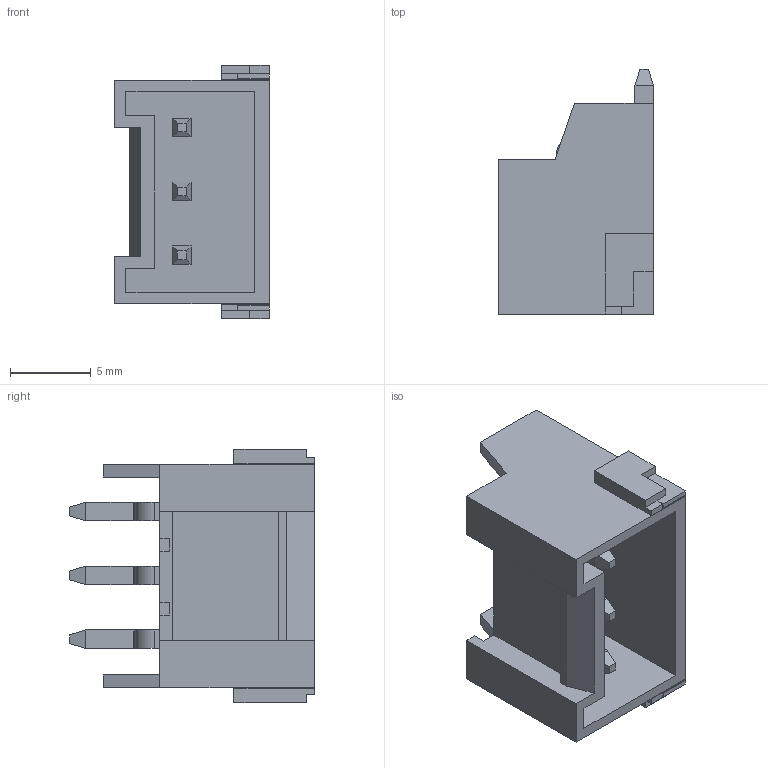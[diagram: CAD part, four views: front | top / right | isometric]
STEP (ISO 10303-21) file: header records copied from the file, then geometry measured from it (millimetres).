
FILE_DESCRIPTION (( 'STEP AP214' ), '1' );
FILE_NAME ('VH396-3P.STEP', '2023-05-31T08:20:16', ( '' ), ( '' ), 'SwSTEP 2.0', 'SolidWorks 2016', '' );
FILE_SCHEMA (( 'AUTOMOTIVE_DESIGN' ));
Length unit declared in the file: millimetre
Products named in the file (6): x9396wrs-03-9tsn_1_4; VH396-3P; x9396wrs-03-9tsn_1; x9396wrs-03-9tsn_1_2; x9396wrs-03-9tsn_1_3; x9396wrs-03-9tsn_1_5
Assembly tree (5 placements, depth 2):
  VH396-3P
    x9396wrs-03-9tsn_1
    x9396wrs-03-9tsn_1_2
    x9396wrs-03-9tsn_1_3
    x9396wrs-03-9tsn_1_4
    x9396wrs-03-9tsn_1_5
Bounding box: 9.6 x 15.2 x 15.76 mm (x, y, z)
Volume: 567.9 mm3; surface area: 1579.6 mm2
Topology: 5 solids, 5 shells, 184 faces, 477 edges, 310 vertices
Faces by surface type: plane 172, cylinder 12
Entity records: 7319 total; most frequent: CARTESIAN_POINT 979, ORIENTED_EDGE 954, DIRECTION 885, EDGE_CURVE 477, LINE 453, VECTOR 453, VERTEX_POINT 310, AXIS2_PLACEMENT_3D 216
